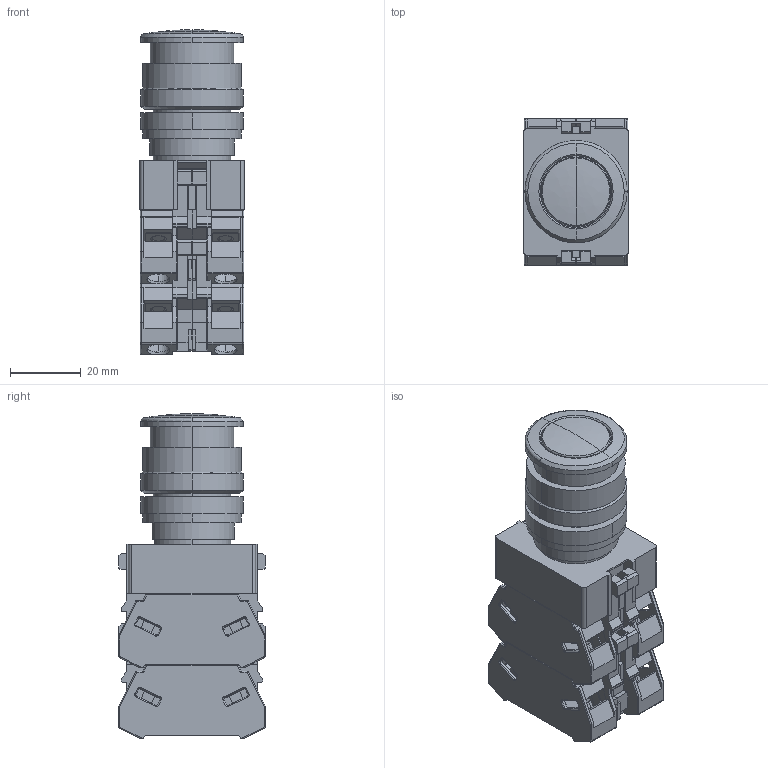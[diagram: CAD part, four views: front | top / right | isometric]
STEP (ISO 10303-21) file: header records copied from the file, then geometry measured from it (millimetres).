
FILE_DESCRIPTION (( 'STEP AP214' ), '1' );
FILE_NAME ('04_A[B][O]W3xx$.STEP', '2021-01-15T07:50:58', ( 'IDEC' ), ( 'IDEC' ), 'SwSTEP 2.0', 'SolidWorks 2019', '' );
FILE_SCHEMA (( 'AUTOMOTIVE_DESIGN' ));
Length unit declared in the file: millimetre
Products named in the file (6): TW-ADJUSTMENT-RING; TW-MIDDLE-SIZE-BUTTON; HW-Uxx(R); TW-RING; 04_A[B][O]W3xx$; TW-BODY2
Assembly tree (8 placements, depth 2):
  04_A[B][O]W3xx$
    TW-BODY2
    TW-MIDDLE-SIZE-BUTTON
    TW-RING
    TW-ADJUSTMENT-RING
    HW-Uxx(R)  x4
Bounding box: 29.6 x 41.4 x 91.9 mm (x, y, z)
Volume: 69801.3 mm3; surface area: 30759.4 mm2
Topology: 8 solids, 8 shells, 1186 faces, 3256 edges, 2083 vertices
Faces by surface type: plane 712, cylinder 298, bspline 152, cone 24
Entity records: 12903 total; most frequent: CARTESIAN_POINT 3157, ORIENTED_EDGE 2064, DIRECTION 1896, EDGE_CURVE 1032, LINE 746, VECTOR 746, VERTEX_POINT 667, AXIS2_PLACEMENT_3D 575
